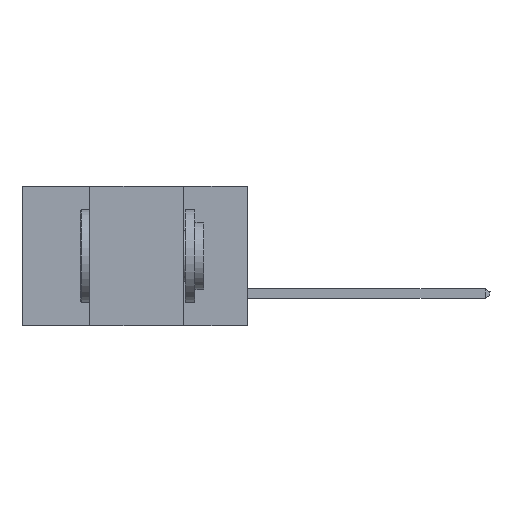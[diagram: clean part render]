
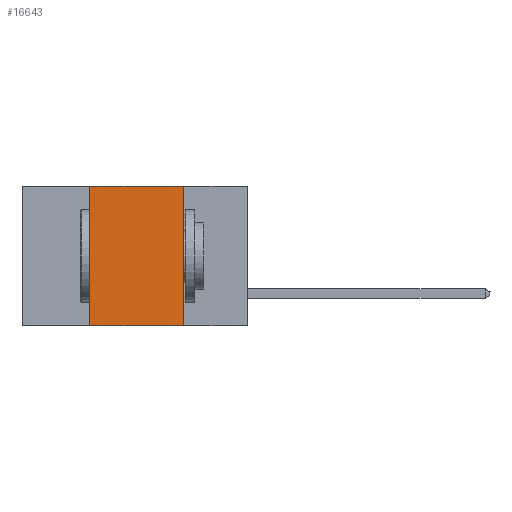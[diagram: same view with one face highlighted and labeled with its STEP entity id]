
A CAD part, left-side view. The second image highlights one B-rep face of the part: STEP entity #16643.
In plain terms, the highlighted planar face has unit normal (-1, 0, 0).
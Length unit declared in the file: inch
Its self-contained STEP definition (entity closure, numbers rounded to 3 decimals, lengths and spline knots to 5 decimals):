
#275 = CARTESIAN_POINT ( 'NONE',  ( 0., 0.6, -0.37 ) ) ;
#281 = CARTESIAN_POINT ( 'NONE',  ( 0., 0.6, 0. ) ) ;
#705 = VECTOR ( 'NONE', #16514, 39.37008 ) ;
#1723 = VECTOR ( 'NONE', #10109, 39.37008 ) ;
#1778 = VERTEX_POINT ( 'NONE', #5590 ) ;
#1849 = DIRECTION ( 'NONE',  ( 0., -1., 0. ) ) ;
#2787 = CARTESIAN_POINT ( 'NONE',  ( 0., 0.6, 0. ) ) ;
#2990 = CARTESIAN_POINT ( 'NONE',  ( 0., 0.42, -0.37 ) ) ;
#4049 = DIRECTION ( 'NONE',  ( 0., 0., -1. ) ) ;
#4143 = PLANE ( 'NONE',  #8946 ) ;
#4178 = ORIENTED_EDGE ( 'NONE', *, *, #7904, .T. ) ;
#4916 = VERTEX_POINT ( 'NONE', #11598 ) ;
#5264 = VECTOR ( 'NONE', #15104, 39.37008 ) ;
#5560 = EDGE_LOOP ( 'NONE', ( #14822, #17390, #11758, #4178 ) ) ;
#5590 = CARTESIAN_POINT ( 'NONE',  ( 0., 0.42, 0. ) ) ;
#7315 = EDGE_CURVE ( 'NONE', #8338, #1778, #13923, .T. ) ;
#7904 = EDGE_CURVE ( 'NONE', #8338, #16834, #11030, .T. ) ;
#8279 = CARTESIAN_POINT ( 'NONE',  ( 0., 0.42, -0.37 ) ) ;
#8338 = VERTEX_POINT ( 'NONE', #2990 ) ;
#8946 = AXIS2_PLACEMENT_3D ( 'NONE', #2787, #9914, #4049 ) ;
#9914 = DIRECTION ( 'NONE',  ( 1., 0., 0. ) ) ;
#10109 = DIRECTION ( 'NONE',  ( 0., 0., -1. ) ) ;
#11030 = LINE ( 'NONE', #275, #705 ) ;
#11452 = VECTOR ( 'NONE', #1849, 39.37008 ) ;
#11598 = CARTESIAN_POINT ( 'NONE',  ( 0., 0.17, 0. ) ) ;
#11758 = ORIENTED_EDGE ( 'NONE', *, *, #7315, .F. ) ;
#11925 = EDGE_CURVE ( 'NONE', #1778, #4916, #12997, .T. ) ;
#12997 = LINE ( 'NONE', #281, #11452 ) ;
#13923 = LINE ( 'NONE', #8279, #5264 ) ;
#14169 = EDGE_CURVE ( 'NONE', #4916, #16834, #16923, .T. ) ;
#14822 = ORIENTED_EDGE ( 'NONE', *, *, #14169, .F. ) ;
#15104 = DIRECTION ( 'NONE',  ( 0., 0., 1. ) ) ;
#15669 = CARTESIAN_POINT ( 'NONE',  ( 0., 0.17, -0.37 ) ) ;
#15676 = CARTESIAN_POINT ( 'NONE',  ( 0., 0.17, -0.37 ) ) ;
#16514 = DIRECTION ( 'NONE',  ( 0., -1., 0. ) ) ;
#16643 = ADVANCED_FACE ( 'NONE', ( #16742 ), #4143, .F. ) ;
#16742 = FACE_OUTER_BOUND ( 'NONE', #5560, .T. ) ;
#16834 = VERTEX_POINT ( 'NONE', #15669 ) ;
#16923 = LINE ( 'NONE', #15676, #1723 ) ;
#17390 = ORIENTED_EDGE ( 'NONE', *, *, #11925, .F. ) ;
